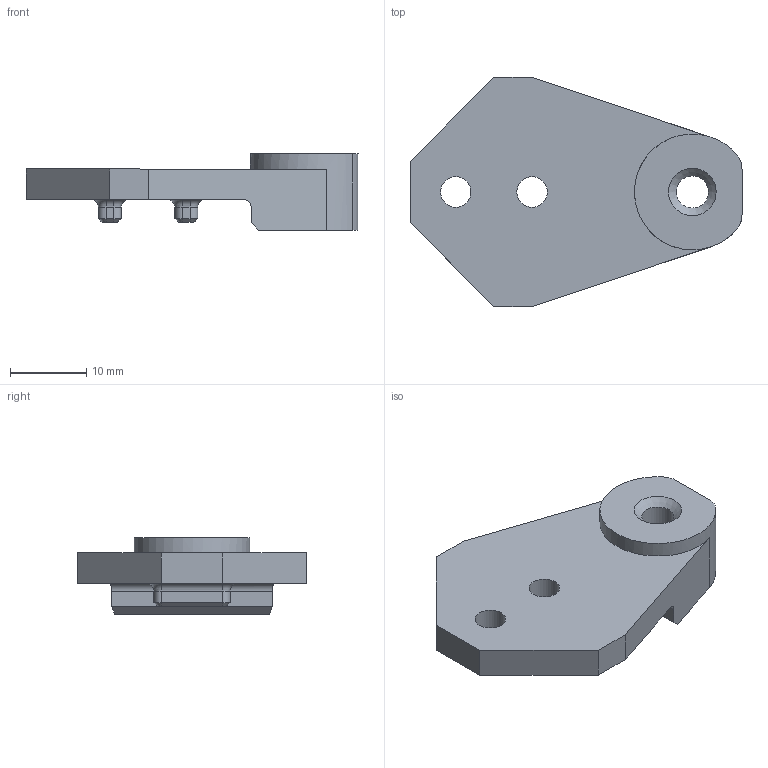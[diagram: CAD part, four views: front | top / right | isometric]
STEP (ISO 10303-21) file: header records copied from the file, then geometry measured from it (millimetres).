
FILE_DESCRIPTION(/* description */ (''),/* implementation_level */ '2;1');
FILE_NAME(/* name */ 'b837f1dd-f2ea-4768-81ea-ac52c48e4d7c.stp',/* time_stamp */ '2019-04-16T02:19:38+00:00',/* author */ (''),/* organization */ (''),/* preprocessor_version */ 'ST-DEVELOPER v18',/* originating_system */ 'Autodesk Translation Framework v8.2.0.1029',/* authorisation */ '');
FILE_SCHEMA (('AUTOMOTIVE_DESIGN { 1 0 10303 214 3 1 1 }'));
Length unit declared in the file: millimetre
Products named in the file (1): brake boss top
Bounding box: 43.5 x 30 x 10.01 mm (x, y, z)
Volume: 4869.8 mm3; surface area: 2894.2 mm2
Topology: 1 solids, 1 shells, 73 faces, 174 edges, 105 vertices
Faces by surface type: plane 32, cylinder 24, cone 9, torus 8
Full cylindrical faces by diameter (mm): 4 x2, 4.234 x1
Entity records: 2124 total; most frequent: DIRECTION 388, CARTESIAN_POINT 353, ORIENTED_EDGE 348, EDGE_CURVE 174, AXIS2_PLACEMENT_3D 140, LINE 108, VECTOR 108, VERTEX_POINT 105
